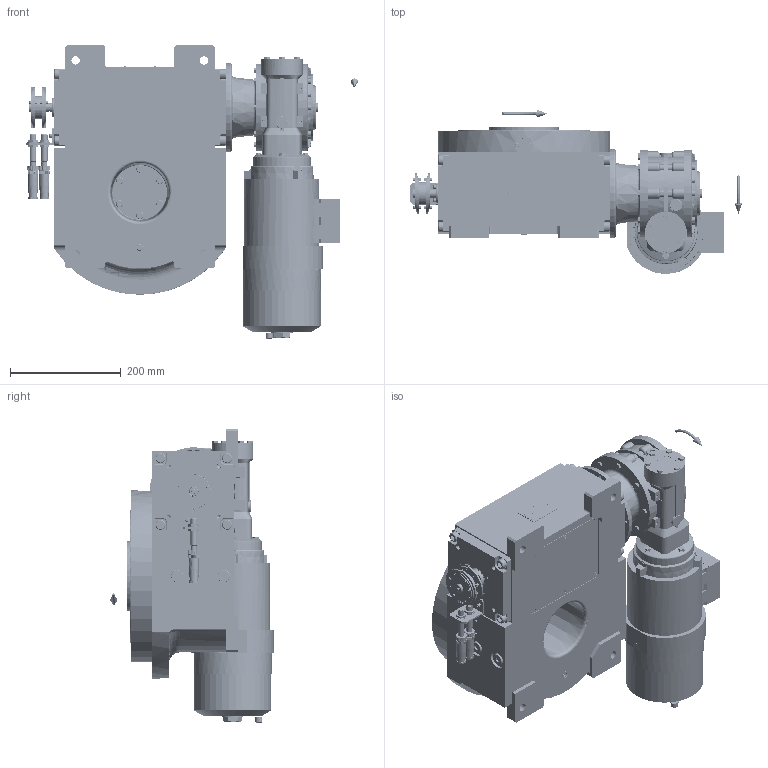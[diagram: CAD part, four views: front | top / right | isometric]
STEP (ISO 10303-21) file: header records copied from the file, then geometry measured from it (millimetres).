
FILE_DESCRIPTION (( 'STEP AP214' ), '1' );
FILE_NAME ('PC5200404.step', '2024-06-18T13:47:55', ( '' ), ( '' ), 'SwSTEP 2.0', 'SolidWorks 2020', '' );
FILE_SCHEMA (( 'AUTOMOTIVE_DESIGN' ));
Length unit declared in the file: millimetre
Products named in the file (95): cfn2073_01_018; CFN2010_01_020.stp; cfn2000_01_099; 900_00_00_005; cfn2107_01_001; AS_900_38_10_028; AS_rig09_004; AS_cfn2476_01_002_60x46; cfn2070_05_009; AS_rig09_015; AS_rig09_016; cfn2476_01_002_60x46; cfn2115_02_057; cfn2104_01_018; RIG09_005_ASM.stp; 900_38_30_003; rig09_071_12_m.stp; BA71B14; cfn2003_01_054; cfn2401_02_005; cfn2128_19_002; cfn2000_01_126; cfn2115_02_194; CFN2000_01_185.stp; cfn2077_01_036; rig09_016; cfn2000_01_081; rig09_001_a; cfn2155_01_095; cfn2128_04_002; PC5200404; AS_cfn2400_04_024; RMI70_F3_LCB_SX_71B14; rig09_003_12; cfn2055_01_002; cfn2151_01_115; cfn2205_01_015; CFN2104_02_018.stp; AS_rig09_071_12_m; cfn2000_01_184 ...
Assembly tree (87 placements, depth 5):
  CFN2010_01_020.stp
  cfn2115_02_057
  cfn2077_01_036
  PC5200404
    rig09_001_a
    AS_cfn2476_01_002_60x46
      cfn2476_01_002_60x46
      cfn2107_01_001
      cfn2107_01_001
    AS_rig09_071_12_m
      rig09_071_12_m.stp
        RIG09_005_ASM.stp
          RIG09_005_AF0.stp
          RIG09_021_AF0.stp
          CFN2000_01_185.stp
          CFN2000_01_185.stp
          CFN2104_02_018.stp
        CFN2155_01_195.stp
        CFN2010_02_002.stp
      rig09_003_12
      cfn2000_01_099
      cfn2000_01_099
      cfn2000_01_099
      cfn2000_01_099
      cfn2000_01_099
      cfn2000_01_099
      cfn2000_01_099
      cfn2000_01_099
      cfn2104_01_018  x2
    AS_rig09_015
      rig09_015
      cfn2000_01_126
      cfn2000_01_126
      cfn2000_01_126
      cfn2000_01_126
      cfn2000_01_126
      cfn2000_01_126
      cfn2073_01_018
    AS_rig09_004
      rig09_004
      cfn2000_01_081
      cfn2155_01_095
      cfn2070_05_009
      cfn2000_01_081
      cfn2000_01_081
      cfn2000_01_081
    AS_rig09_004
      rig09_004
      cfn2000_01_081
      cfn2155_01_095
      cfn2070_05_009
      cfn2000_01_081
      cfn2000_01_081
      cfn2000_01_081
    AS_rig09_002_bl
      rig09_002_bl
      cfn2115_01_006
    cfn2128_04_002  x3
    cfn2128_19_002
    AS_rig09_016
Bounding box: 599.5 x 295.5 x 529.17 mm (x, y, z)
Volume: 11333780.1 mm3; surface area: 1784302 mm2
Topology: 75 solids, 75 shells, 6225 faces, 15815 edges, 10020 vertices
Faces by surface type: plane 2903, cylinder 1974, cone 1048, torus 286, bspline 10, sphere 4
Entity records: 179229 total; most frequent: CARTESIAN_POINT 51960, ORIENTED_EDGE 25628, DIRECTION 25339, EDGE_CURVE 12814, AXIS2_PLACEMENT_3D 9408, VERTEX_POINT 8191, LINE 6523, VECTOR 6523
